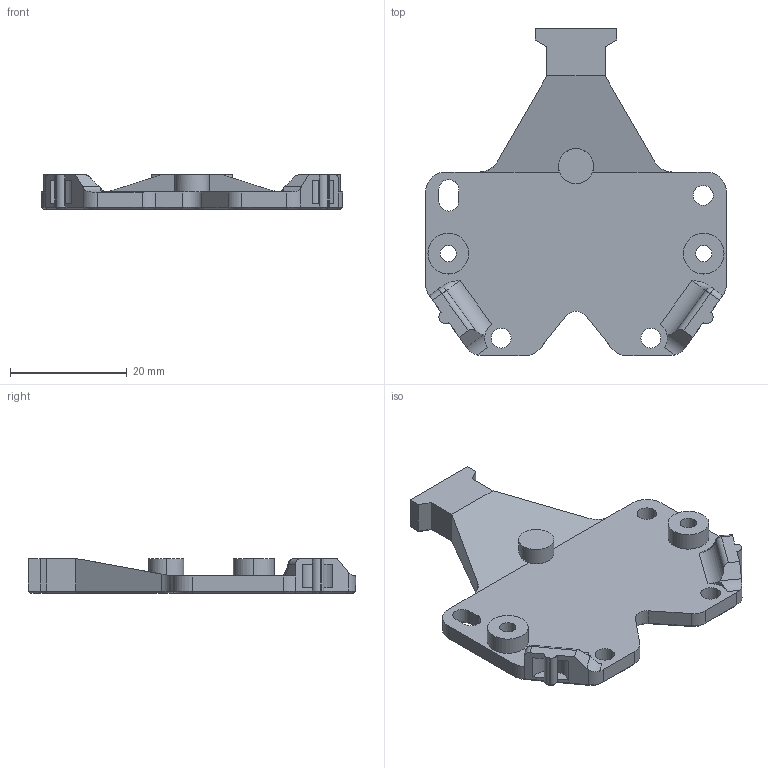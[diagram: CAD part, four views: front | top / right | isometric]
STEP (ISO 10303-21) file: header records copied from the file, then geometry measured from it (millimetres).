
FILE_DESCRIPTION (( 'STEP AP214' ), '1' );
FILE_NAME ('V0.2_Toolhead_PCB_Mount.STEP', '2023-06-13T01:31:07', ( '' ), ( '' ), 'SwSTEP 2.0', 'SolidWorks 2023', '' );
FILE_SCHEMA (( 'AUTOMOTIVE_DESIGN' ));
Length unit declared in the file: millimetre
Products named in the file (1): V0.2_Toolhead_PCB_Mount
Bounding box: 51.7 x 56.15 x 6 mm (x, y, z)
Volume: 6577.1 mm3; surface area: 5008.8 mm2
Topology: 1 solids, 1 shells, 152 faces, 384 edges, 232 vertices
Faces by surface type: plane 63, cylinder 54, cone 31, sphere 2, torus 2
Entity records: 4623 total; most frequent: CARTESIAN_POINT 891, DIRECTION 799, ORIENTED_EDGE 768, EDGE_CURVE 384, AXIS2_PLACEMENT_3D 286, VERTEX_POINT 232, VECTOR 227, LINE 227
